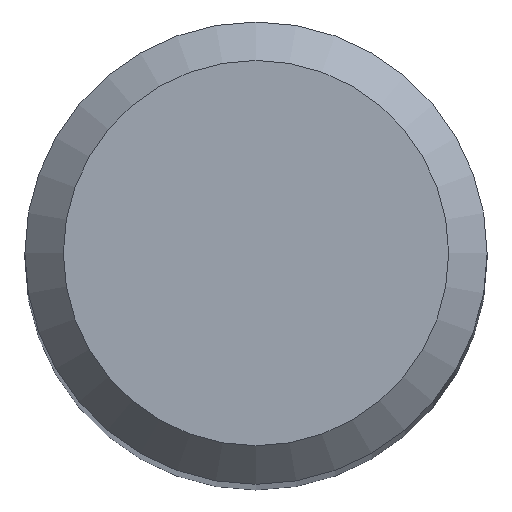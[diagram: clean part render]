
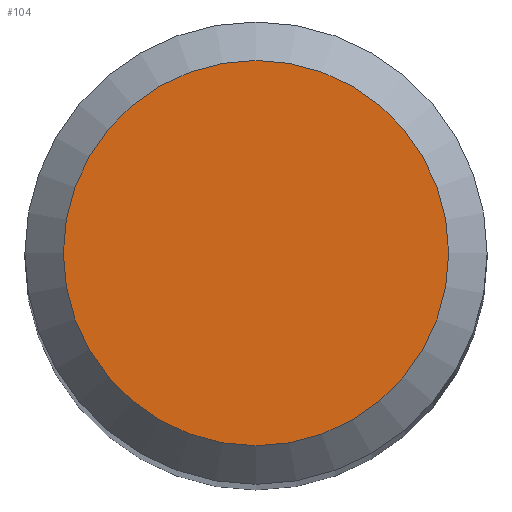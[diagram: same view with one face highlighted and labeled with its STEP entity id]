
A CAD part, top view. The second image highlights one B-rep face of the part: STEP entity #104.
In plain terms, the highlighted planar face has unit normal (0, 0, 1).
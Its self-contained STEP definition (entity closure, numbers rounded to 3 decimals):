
#6 = DIRECTION ( 'NONE',  ( 0., 1., 0. ) ) ;
#30 = CARTESIAN_POINT ( 'NONE',  ( 0., 2.5, 50. ) ) ;
#31 = EDGE_LOOP ( 'NONE', ( #51 ) ) ;
#40 = DIRECTION ( 'NONE',  ( 0., 0., -1. ) ) ;
#51 = ORIENTED_EDGE ( 'NONE', *, *, #192, .F. ) ;
#52 = CIRCLE ( 'NONE', #84, 2.5 ) ;
#84 = AXIS2_PLACEMENT_3D ( 'NONE', #93, #147, #6 ) ;
#93 = CARTESIAN_POINT ( 'NONE',  ( 0., 0., 50. ) ) ;
#97 = VERTEX_POINT ( 'NONE', #30 ) ;
#104 = ADVANCED_FACE ( 'NONE', ( #128 ), #178, .F. ) ;
#128 = FACE_OUTER_BOUND ( 'NONE', #31, .T. ) ;
#147 = DIRECTION ( 'NONE',  ( 0., 0., -1. ) ) ;
#155 = AXIS2_PLACEMENT_3D ( 'NONE', #197, #40, #181 ) ;
#178 = PLANE ( 'NONE',  #155 ) ;
#181 = DIRECTION ( 'NONE',  ( 0., 1., 0. ) ) ;
#192 = EDGE_CURVE ( 'NONE', #97, #97, #52, .T. ) ;
#197 = CARTESIAN_POINT ( 'NONE',  ( 0., 0., 50. ) ) ;
